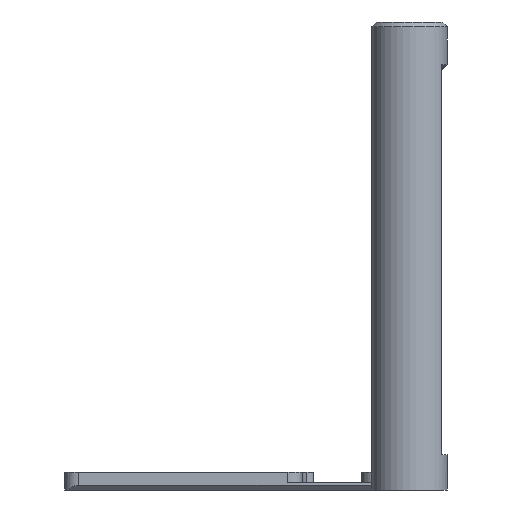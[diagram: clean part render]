
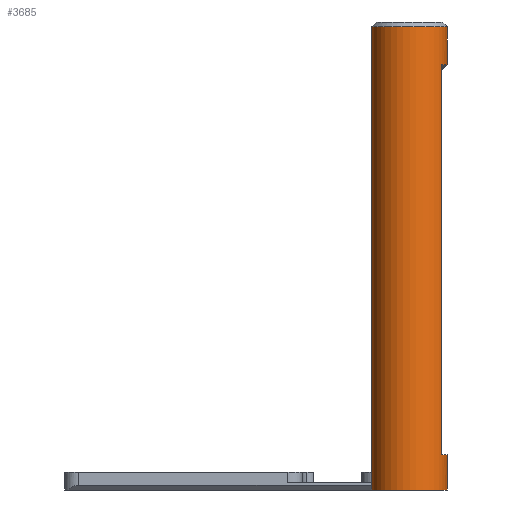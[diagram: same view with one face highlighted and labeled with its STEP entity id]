
A CAD part, left-side view. The second image highlights one B-rep face of the part: STEP entity #3685.
In plain terms, the highlighted cylindrical face has radius 3.2 mm (diameter 6.4 mm), a partial arc.
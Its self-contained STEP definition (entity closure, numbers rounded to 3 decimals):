
#242=FACE_OUTER_BOUND('',#450,.T.);
#450=EDGE_LOOP('',(#2863,#2864,#2865,#2866,#2867,#2868,#2869,#2870));
#587=CIRCLE('',#3887,3.2);
#603=CIRCLE('',#3925,3.2);
#614=CIRCLE('',#3966,3.2);
#615=CIRCLE('',#3967,3.2);
#738=LINE('',#5423,#1112);
#805=LINE('',#5621,#1179);
#837=LINE('',#5694,#1211);
#895=LINE('',#5866,#1269);
#1112=VECTOR('',#4258,10.);
#1179=VECTOR('',#4419,10.);
#1211=VECTOR('',#4483,10.);
#1269=VECTOR('',#4685,10.);
#1518=VERTEX_POINT('',#5401);
#1521=VERTEX_POINT('',#5406);
#1584=VERTEX_POINT('',#5618);
#1585=VERTEX_POINT('',#5620);
#1608=VERTEX_POINT('',#5678);
#1610=VERTEX_POINT('',#5693);
#1648=VERTEX_POINT('',#5863);
#1649=VERTEX_POINT('',#5865);
#1885=EDGE_CURVE('',#1521,#1518,#738,.T.);
#1976=EDGE_CURVE('',#1584,#1585,#805,.T.);
#2009=EDGE_CURVE('',#1585,#1608,#587,.T.);
#2014=EDGE_CURVE('',#1610,#1608,#837,.T.);
#2051=EDGE_CURVE('',#1610,#1521,#603,.T.);
#2098=EDGE_CURVE('',#1584,#1648,#614,.T.);
#2099=EDGE_CURVE('',#1648,#1649,#895,.T.);
#2100=EDGE_CURVE('',#1518,#1649,#615,.T.);
#2863=ORIENTED_EDGE('',*,*,#2051,.F.);
#2864=ORIENTED_EDGE('',*,*,#2014,.T.);
#2865=ORIENTED_EDGE('',*,*,#2009,.F.);
#2866=ORIENTED_EDGE('',*,*,#1976,.F.);
#2867=ORIENTED_EDGE('',*,*,#2098,.T.);
#2868=ORIENTED_EDGE('',*,*,#2099,.T.);
#2869=ORIENTED_EDGE('',*,*,#2100,.F.);
#2870=ORIENTED_EDGE('',*,*,#1885,.F.);
#3546=CYLINDRICAL_SURFACE('',#3965,3.2);
#3685=ADVANCED_FACE('',(#242),#3546,.T.);
#3887=AXIS2_PLACEMENT_3D('',#5683,#4466,#4467);
#3925=AXIS2_PLACEMENT_3D('',#5766,#4565,#4566);
#3965=AXIS2_PLACEMENT_3D('',#5862,#4681,#4682);
#3966=AXIS2_PLACEMENT_3D('',#5864,#4683,#4684);
#3967=AXIS2_PLACEMENT_3D('',#5867,#4686,#4687);
#4258=DIRECTION('',(0.,0.,-1.));
#4419=DIRECTION('',(0.,0.,1.));
#4466=DIRECTION('center_axis',(0.,0.,1.));
#4467=DIRECTION('ref_axis',(0.,-1.,0.));
#4483=DIRECTION('',(0.,0.,1.));
#4565=DIRECTION('center_axis',(0.,0.,-1.));
#4566=DIRECTION('ref_axis',(0.,-1.,0.));
#4681=DIRECTION('center_axis',(0.,0.,1.));
#4682=DIRECTION('ref_axis',(-1.,0.,0.));
#4683=DIRECTION('center_axis',(0.,0.,1.));
#4684=DIRECTION('ref_axis',(0.,1.,0.));
#4685=DIRECTION('',(0.,0.,1.));
#4686=DIRECTION('center_axis',(0.,0.,1.));
#4687=DIRECTION('ref_axis',(0.,1.,0.));
#5401=CARTESIAN_POINT('',(-23.307,4.293,3.));
#5406=CARTESIAN_POINT('',(-23.307,4.293,36.));
#5423=CARTESIAN_POINT('',(-23.307,4.293,0.));
#5618=CARTESIAN_POINT('',(-21.6,10.2,0.));
#5620=CARTESIAN_POINT('',(-21.6,10.2,39.2));
#5621=CARTESIAN_POINT('',(-21.6,10.2,0.));
#5678=CARTESIAN_POINT('',(-21.6,3.8,39.2));
#5683=CARTESIAN_POINT('Origin',(-21.6,7.,39.2));
#5693=CARTESIAN_POINT('',(-21.6,3.8,36.));
#5694=CARTESIAN_POINT('',(-21.6,3.8,35.1));
#5766=CARTESIAN_POINT('Origin',(-21.6,7.,36.));
#5862=CARTESIAN_POINT('Origin',(-21.6,7.,0.));
#5863=CARTESIAN_POINT('',(-21.6,3.8,0.));
#5864=CARTESIAN_POINT('Origin',(-21.6,7.,0.));
#5865=CARTESIAN_POINT('',(-21.6,3.8,3.));
#5866=CARTESIAN_POINT('',(-21.6,3.8,0.));
#5867=CARTESIAN_POINT('Origin',(-21.6,7.,3.));
